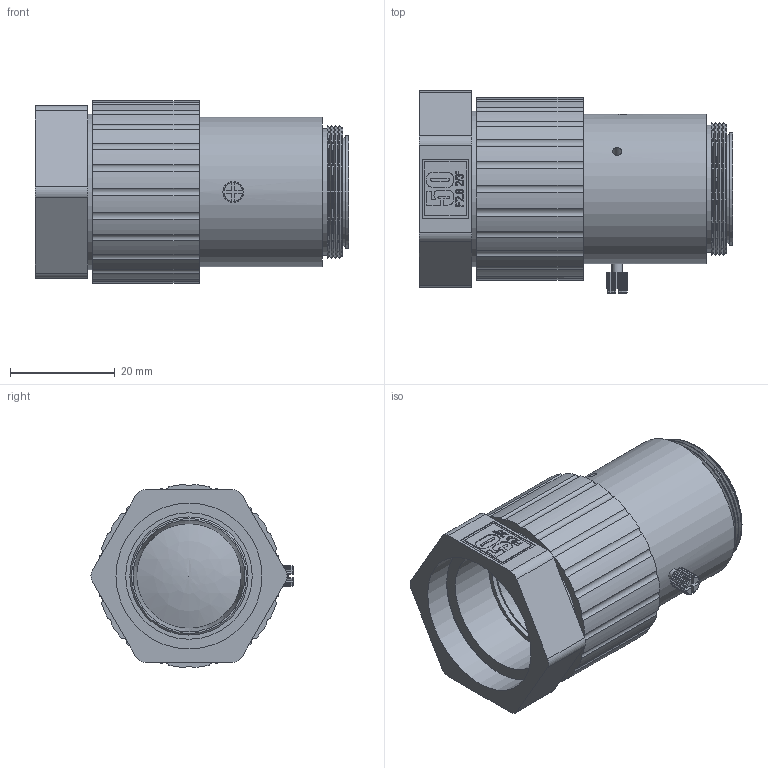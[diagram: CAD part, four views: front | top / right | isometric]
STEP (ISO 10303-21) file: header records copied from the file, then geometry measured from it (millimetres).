
FILE_DESCRIPTION (( 'STEP AP203' ), '1' );
FILE_NAME ('600107.STEP', '2024-11-18T09:08:51', ( 'Windows User' ), ( 'P R C' ), 'SwSTEP 2.0', 'SolidWorks 2020', '' );
FILE_SCHEMA (( 'CONFIG_CONTROL_DESIGN' ));
Length unit declared in the file: millimetre
Products named in the file (1): 600107
Bounding box: 59.9 x 38.64 x 34.97 mm (x, y, z)
Volume: 35802.3 mm3; surface area: 19221.7 mm2
Topology: 4 solids, 4 shells, 373 faces, 948 edges, 617 vertices
Faces by surface type: plane 161, cylinder 80, cone 69, bspline 63
Full cylindrical faces by diameter (mm): 1.4 x1, 1.7 x3, 2 x1, 3 x1, 19.8 x1, 20.8 x1, 21.6 x1, 22 x3, 24.187 x1, 24.3 x1, 24.541 x4, 25.4 x4, 27.905 x1, 28 x2, 28.6 x1, 28.905 x1, 29.8 x1, 30 x1, 31 x1, 31.2 x1, 31.5 x1
Entity records: 14604 total; most frequent: CARTESIAN_POINT 6312, ORIENTED_EDGE 1718, DIRECTION 1514, EDGE_CURVE 859, VERTEX_POINT 591, AXIS2_PLACEMENT_3D 554, EDGE_LOOP 480, LINE 406
